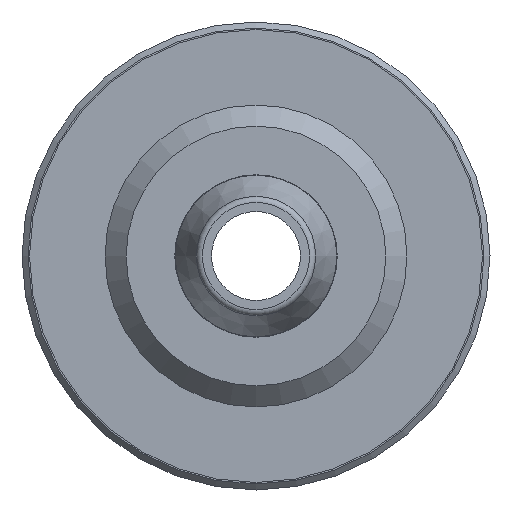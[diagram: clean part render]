
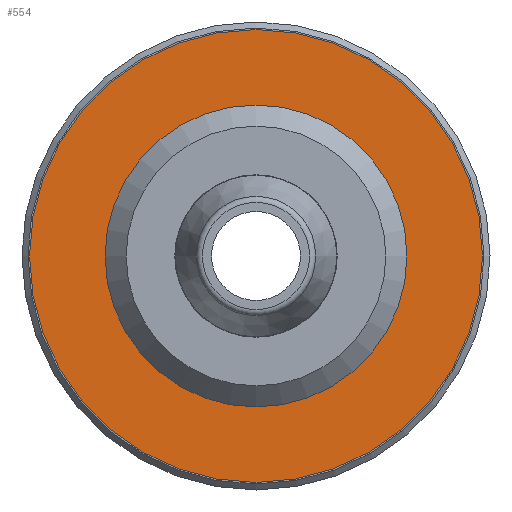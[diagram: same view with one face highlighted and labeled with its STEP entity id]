
A CAD part, left-side view. The second image highlights one B-rep face of the part: STEP entity #554.
In plain terms, the highlighted planar face has unit normal (-1, 0, 0).
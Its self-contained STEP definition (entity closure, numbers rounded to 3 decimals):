
#248=CARTESIAN_POINT('',(13.25,-4.7,0.0));
#249=VERTEX_POINT('',#248);
#250=CARTESIAN_POINT('',(13.25,0.0,0.0));
#251=DIRECTION('',(-1.0,0.0,0.0));
#252=DIRECTION('',(0.0,-1.0,0.0));
#253=AXIS2_PLACEMENT_3D('',#250,#251,#252);
#254=CIRCLE('',#253,4.7);
#255=EDGE_CURVE('',#249,#249,#254,.T.);
#528=CARTESIAN_POINT('',(13.25,-7.5,0.0));
#529=VERTEX_POINT('',#528);
#530=CARTESIAN_POINT('',(13.25,0.0,0.0));
#531=DIRECTION('',(-1.0,0.0,0.0));
#532=DIRECTION('',(0.0,-1.0,0.0));
#533=AXIS2_PLACEMENT_3D('',#530,#531,#532);
#534=CIRCLE('',#533,7.5);
#535=EDGE_CURVE('',#529,#529,#534,.T.);
#543=CARTESIAN_POINT('',(13.25,-6.25,0.0));
#544=DIRECTION('',(-1.0,0.0,0.0));
#545=DIRECTION('',(0.0,0.0,1.0));
#546=AXIS2_PLACEMENT_3D('',#543,#544,#545);
#547=PLANE('',#546);
#548=ORIENTED_EDGE('',*,*,#535,.T.);
#549=EDGE_LOOP('',(#548));
#550=FACE_OUTER_BOUND('',#549,.T.);
#551=ORIENTED_EDGE('',*,*,#255,.F.);
#552=EDGE_LOOP('',(#551));
#553=FACE_BOUND('',#552,.T.);
#554=ADVANCED_FACE('',(#550,#553),#547,.T.);
